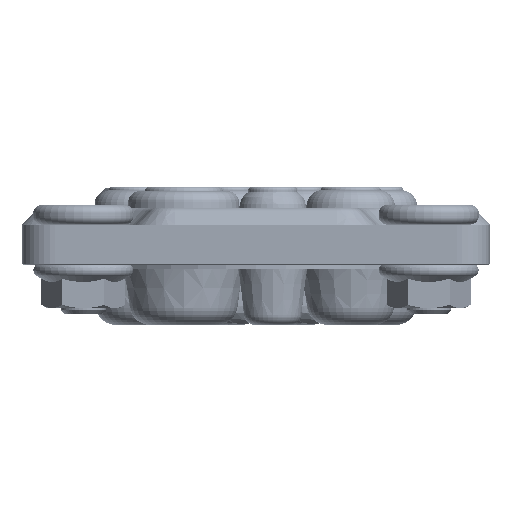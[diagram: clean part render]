
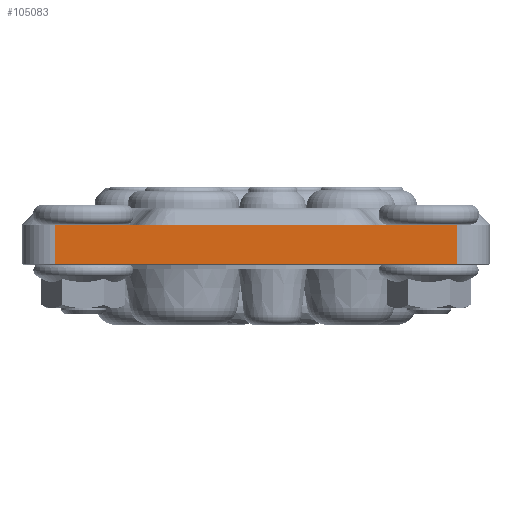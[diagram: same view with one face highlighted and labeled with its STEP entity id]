
A CAD part, left-side view. The second image highlights one B-rep face of the part: STEP entity #105083.
In plain terms, the highlighted planar face has unit normal (-1, 0, 0).
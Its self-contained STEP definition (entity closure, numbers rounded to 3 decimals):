
#49901=DIRECTION('',(0.,0.,-1.));
#49902=VECTOR('',#49901,7.);
#49903=CARTESIAN_POINT('',(-108.1,-36.,19.));
#49904=LINE('',#49903,#49902);
#49915=DIRECTION('',(0.,1.,0.));
#49916=VECTOR('',#49915,21.5);
#49917=CARTESIAN_POINT('',(-108.1,14.5,19.));
#49918=LINE('',#49917,#49916);
#49922=DIRECTION('',(0.,1.,0.));
#49923=VECTOR('',#49922,29.);
#49924=CARTESIAN_POINT('',(-108.1,-14.5,19.));
#49925=LINE('',#49924,#49923);
#49929=DIRECTION('',(0.,1.,0.));
#49930=VECTOR('',#49929,21.5);
#49931=CARTESIAN_POINT('',(-108.1,-36.,19.));
#49932=LINE('',#49931,#49930);
#49943=DIRECTION('',(0.,0.,1.));
#49944=VECTOR('',#49943,7.);
#49945=CARTESIAN_POINT('',(-108.1,36.,12.));
#49946=LINE('',#49945,#49944);
#50762=DIRECTION('',(0.,1.,0.));
#50763=VECTOR('',#50762,72.);
#50764=CARTESIAN_POINT('',(-108.1,-36.,12.));
#50765=LINE('',#50764,#50763);
#98247=CARTESIAN_POINT('',(-108.1,36.,19.));
#98248=VERTEX_POINT('',#98247);
#98249=CARTESIAN_POINT('',(-108.1,14.5,19.));
#98250=VERTEX_POINT('',#98249);
#98407=CARTESIAN_POINT('',(-108.1,-14.5,19.));
#98408=VERTEX_POINT('',#98407);
#98409=CARTESIAN_POINT('',(-108.1,-36.,19.));
#98410=VERTEX_POINT('',#98409);
#98503=CARTESIAN_POINT('',(-108.1,-36.,12.));
#98504=VERTEX_POINT('',#98503);
#98793=CARTESIAN_POINT('',(-108.1,36.,12.));
#98795=VERTEX_POINT('',#98793);
#105067=CARTESIAN_POINT('',(-108.1,36.,19.));
#105068=DIRECTION('',(1.,0.,0.));
#105069=DIRECTION('',(0.,1.,0.));
#105070=AXIS2_PLACEMENT_3D('',#105067,#105068,#105069);
#105071=PLANE('',#105070);
#105073=ORIENTED_EDGE('',*,*,#105072,.T.);
#105075=ORIENTED_EDGE('',*,*,#105074,.F.);
#105076=ORIENTED_EDGE('',*,*,#104865,.F.);
#105077=ORIENTED_EDGE('',*,*,#105002,.F.);
#105078=ORIENTED_EDGE('',*,*,#105051,.T.);
#105080=ORIENTED_EDGE('',*,*,#105079,.T.);
#105081=EDGE_LOOP('',(#105073,#105075,#105076,#105077,#105078,#105080));
#105082=FACE_OUTER_BOUND('',#105081,.F.);
#104865=EDGE_CURVE('',#98408,#98250,#49925,.T.);
#105002=EDGE_CURVE('',#98410,#98408,#49932,.T.);
#105051=EDGE_CURVE('',#98410,#98504,#49904,.T.);
#105072=EDGE_CURVE('',#98795,#98248,#49946,.T.);
#105074=EDGE_CURVE('',#98250,#98248,#49918,.T.);
#105079=EDGE_CURVE('',#98504,#98795,#50765,.T.);
#105083=ADVANCED_FACE('',(#105082),#105071,.F.);
